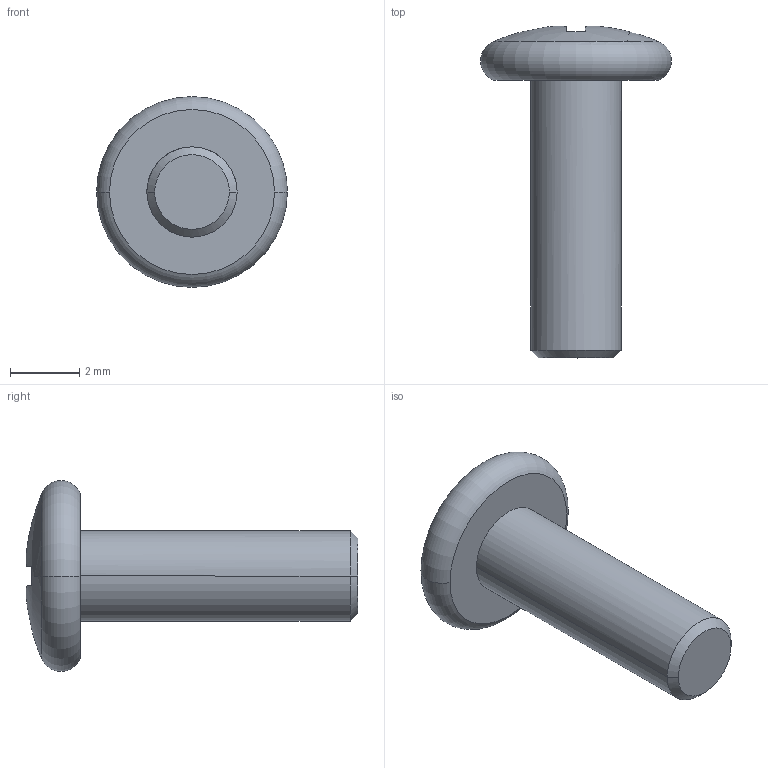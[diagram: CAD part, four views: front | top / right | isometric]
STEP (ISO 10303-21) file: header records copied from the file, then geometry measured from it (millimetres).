
FILE_DESCRIPTION (( 'STEP AP203' ), '1' );
FILE_NAME ('PRT0007_2_Default_sldprt.STEP', '2023-12-01T19:27:19', ( '' ), ( '' ), 'SwSTEP 2.0', 'SolidWorks 2023', '' );
FILE_SCHEMA (( 'CONFIG_CONTROL_DESIGN' ));
Length unit declared in the file: millimetre
Products named in the file (1): PRT0007_2_Default_sldprt
Bounding box: 5.5 x 9.57 x 5.5 mm (x, y, z)
Volume: 68.8 mm3; surface area: 131.5 mm2
Topology: 1 solids, 1 shells, 29 faces, 75 edges, 47 vertices
Faces by surface type: plane 11, cylinder 10, sphere 4, torus 2, cone 2
Entity records: 1043 total; most frequent: CARTESIAN_POINT 287, ORIENTED_EDGE 146, DIRECTION 136, EDGE_CURVE 73, AXIS2_PLACEMENT_3D 54, VERTEX_POINT 47, EDGE_LOOP 30, FACE_OUTER_BOUND 29
